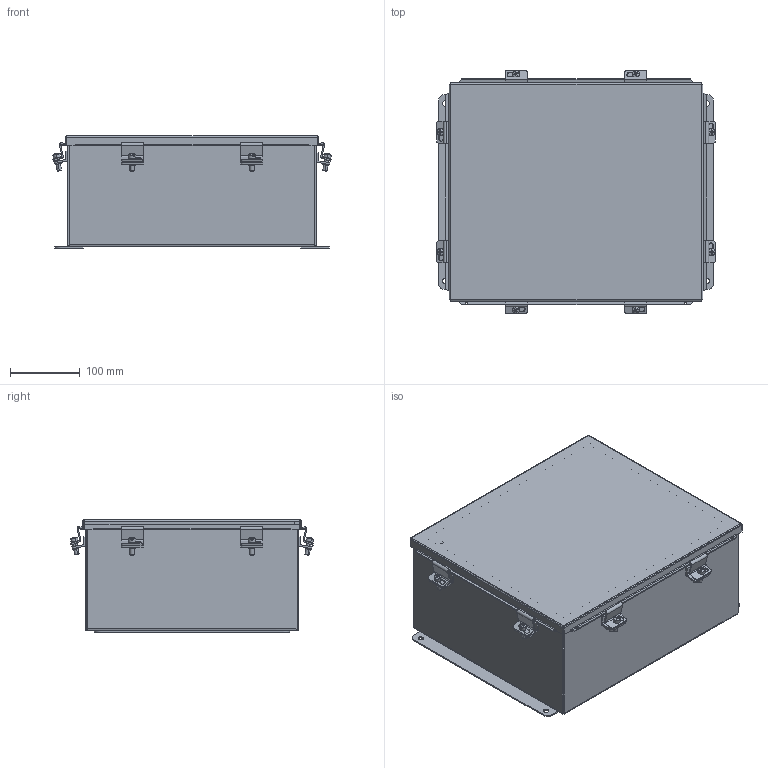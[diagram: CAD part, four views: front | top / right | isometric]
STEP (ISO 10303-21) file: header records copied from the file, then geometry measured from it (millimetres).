
FILE_DESCRIPTION (( 'STEP AP214' ), '1' );
FILE_NAME ('BN4141206.STEP', '2016-02-02T20:18:27', ( '' ), ( '' ), 'SwSTEP 2.0', 'SolidWorks 2014', '' );
FILE_SCHEMA (( 'AUTOMOTIVE_DESIGN' ));
Length unit declared in the file: inch
Products named in the file (10): 3485_1; BN4141206BKP_1; 38811_1; BN41412LID_1; 316168_1; C1001_1; 372135_1; C2002_1; 3499_1; BN4141206
Assembly tree (35 placements, depth 2):
  BN4141206
    3499_1  x4
    C2002_1  x8
    372135_1  x8
    C1001_1  x8
    316168_1  x2
    BN41412LID_1
    38811_1
    BN4141206BKP_1
    3485_1  x2
Bounding box: 398.89 x 348.1 x 160.64 mm (x, y, z)
Volume: 990934.2 mm3; surface area: 1053914.5 mm2
Topology: 35 solids, 35 shells, 785 faces, 1964 edges, 1258 vertices
Faces by surface type: plane 431, cylinder 268, torus 28, bspline 24, cone 18, sphere 16
Entity records: 12664 total; most frequent: CARTESIAN_POINT 3061, DIRECTION 1356, ORIENTED_EDGE 1340, EDGE_CURVE 670, VECTOR 480, LINE 480, AXIS2_PLACEMENT_3D 438, VERTEX_POINT 413
